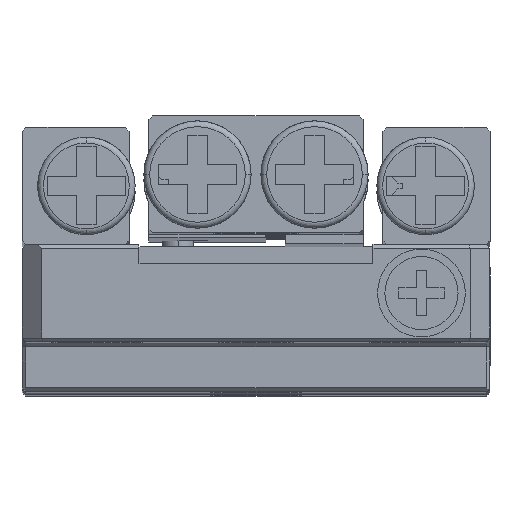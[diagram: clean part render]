
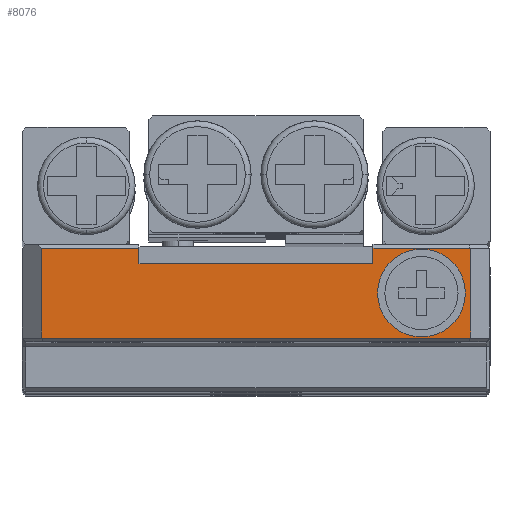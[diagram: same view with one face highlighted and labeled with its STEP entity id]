
A CAD part, top view. The second image highlights one B-rep face of the part: STEP entity #8076.
In plain terms, the highlighted planar face has unit normal (0, 0, 1).
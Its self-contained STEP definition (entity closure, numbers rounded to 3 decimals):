
#1974 = VECTOR ( 'NONE', #29835, 1000. ) ;
#2269 = ORIENTED_EDGE ( 'NONE', *, *, #31686, .F. ) ;
#3095 = LINE ( 'NONE', #6816, #29635 ) ;
#3475 = EDGE_CURVE ( 'NONE', #24030, #19079, #3095, .T. ) ;
#3670 = LINE ( 'NONE', #40734, #37988 ) ;
#3760 = CARTESIAN_POINT ( 'NONE',  ( -11., -0.2, 90. ) ) ;
#3839 = AXIS2_PLACEMENT_3D ( 'NONE', #39680, #32875, #35947 ) ;
#3891 = DIRECTION ( 'NONE',  ( 1., 0., 0. ) ) ;
#5623 = CARTESIAN_POINT ( 'NONE',  ( 0., -0.2, 90. ) ) ;
#5912 = CARTESIAN_POINT ( 'NONE',  ( -6., -1., 90. ) ) ;
#6425 = EDGE_CURVE ( 'NONE', #17609, #28971, #43082, .T. ) ;
#6501 = ORIENTED_EDGE ( 'NONE', *, *, #40659, .F. ) ;
#6816 = CARTESIAN_POINT ( 'NONE',  ( 11., -4.8, 90. ) ) ;
#6821 = CARTESIAN_POINT ( 'NONE',  ( 6., -1., 90. ) ) ;
#7176 = CARTESIAN_POINT ( 'NONE',  ( 11., -0.2, 90. ) ) ;
#7189 = DIRECTION ( 'NONE',  ( 0., 1., 0. ) ) ;
#7417 = CARTESIAN_POINT ( 'NONE',  ( 8.486, -2.493, 90. ) ) ;
#7550 = EDGE_LOOP ( 'NONE', ( #40817, #21847 ) ) ;
#8076 = ADVANCED_FACE ( 'NONE', ( #12687, #15778 ), #19279, .T. ) ;
#8082 = DIRECTION ( 'NONE',  ( 0., -1., 0. ) ) ;
#8716 = CARTESIAN_POINT ( 'NONE',  ( -6., 0., 90. ) ) ;
#8822 = DIRECTION ( 'NONE',  ( 1., 0., 0. ) ) ;
#8930 = DIRECTION ( 'NONE',  ( -1., 0., 0. ) ) ;
#9576 = VERTEX_POINT ( 'NONE', #6821 ) ;
#10240 = CARTESIAN_POINT ( 'NONE',  ( 10.736, -2.493, 90. ) ) ;
#11000 = VERTEX_POINT ( 'NONE', #7176 ) ;
#11405 = VECTOR ( 'NONE', #20507, 1000. ) ;
#11990 = LINE ( 'NONE', #18571, #19812 ) ;
#12411 = DIRECTION ( 'NONE',  ( -1., 0., 0. ) ) ;
#12687 = FACE_BOUND ( 'NONE', #7550, .T. ) ;
#12802 = EDGE_CURVE ( 'NONE', #34296, #21474, #11990, .T. ) ;
#13586 = CARTESIAN_POINT ( 'NONE',  ( 0., -1., 90. ) ) ;
#13977 = LINE ( 'NONE', #27377, #17353 ) ;
#15300 = LINE ( 'NONE', #8716, #42221 ) ;
#15778 = FACE_OUTER_BOUND ( 'NONE', #32737, .T. ) ;
#16599 = EDGE_CURVE ( 'NONE', #21474, #24030, #13977, .T. ) ;
#16712 = CARTESIAN_POINT ( 'NONE',  ( -6., -0.2, 90. ) ) ;
#17353 = VECTOR ( 'NONE', #8082, 1000. ) ;
#17609 = VERTEX_POINT ( 'NONE', #42497 ) ;
#18178 = VECTOR ( 'NONE', #12411, 1000. ) ;
#18311 = ORIENTED_EDGE ( 'NONE', *, *, #31735, .T. ) ;
#18351 = CARTESIAN_POINT ( 'NONE',  ( 11., -4.8, 90. ) ) ;
#18571 = CARTESIAN_POINT ( 'NONE',  ( 0., -0.2, 90. ) ) ;
#18949 = EDGE_CURVE ( 'NONE', #28971, #17609, #34707, .T. ) ;
#19079 = VERTEX_POINT ( 'NONE', #18351 ) ;
#19279 = PLANE ( 'NONE',  #3839 ) ;
#19812 = VECTOR ( 'NONE', #8930, 1000. ) ;
#20507 = DIRECTION ( 'NONE',  ( 0., -1., 0. ) ) ;
#21474 = VERTEX_POINT ( 'NONE', #3760 ) ;
#21630 = ORIENTED_EDGE ( 'NONE', *, *, #16599, .T. ) ;
#21847 = ORIENTED_EDGE ( 'NONE', *, *, #6425, .F. ) ;
#23635 = DIRECTION ( 'NONE',  ( 0., 0., 1. ) ) ;
#23803 = CARTESIAN_POINT ( 'NONE',  ( 6., 0., 90. ) ) ;
#24030 = VERTEX_POINT ( 'NONE', #40187 ) ;
#25713 = VERTEX_POINT ( 'NONE', #39373 ) ;
#26662 = LINE ( 'NONE', #23803, #11405 ) ;
#27283 = ORIENTED_EDGE ( 'NONE', *, *, #35422, .T. ) ;
#27377 = CARTESIAN_POINT ( 'NONE',  ( -11., -7.5, 90. ) ) ;
#28606 = ORIENTED_EDGE ( 'NONE', *, *, #12802, .T. ) ;
#28873 = LINE ( 'NONE', #5623, #18178 ) ;
#28890 = DIRECTION ( 'NONE',  ( 0., -1., 0. ) ) ;
#28971 = VERTEX_POINT ( 'NONE', #10240 ) ;
#29635 = VECTOR ( 'NONE', #33557, 1000. ) ;
#29835 = DIRECTION ( 'NONE',  ( 1., 0., 0. ) ) ;
#30427 = CARTESIAN_POINT ( 'NONE',  ( 8.486, -2.493, 90. ) ) ;
#31686 = EDGE_CURVE ( 'NONE', #34296, #39112, #15300, .T. ) ;
#31735 = EDGE_CURVE ( 'NONE', #25713, #9576, #26662, .T. ) ;
#32737 = EDGE_LOOP ( 'NONE', ( #21630, #38573, #39254, #27283, #18311, #6501, #2269, #28606 ) ) ;
#32875 = DIRECTION ( 'NONE',  ( 0., 0., 1. ) ) ;
#33557 = DIRECTION ( 'NONE',  ( 1., 0., 0. ) ) ;
#34296 = VERTEX_POINT ( 'NONE', #16712 ) ;
#34707 = CIRCLE ( 'NONE', #38910, 2.25 ) ;
#35408 = AXIS2_PLACEMENT_3D ( 'NONE', #30427, #38864, #8822 ) ;
#35422 = EDGE_CURVE ( 'NONE', #11000, #25713, #28873, .T. ) ;
#35947 = DIRECTION ( 'NONE',  ( 1., 0., 0. ) ) ;
#37988 = VECTOR ( 'NONE', #7189, 1000. ) ;
#38573 = ORIENTED_EDGE ( 'NONE', *, *, #3475, .T. ) ;
#38864 = DIRECTION ( 'NONE',  ( 0., 0., 1. ) ) ;
#38910 = AXIS2_PLACEMENT_3D ( 'NONE', #7417, #23635, #3891 ) ;
#39112 = VERTEX_POINT ( 'NONE', #5912 ) ;
#39254 = ORIENTED_EDGE ( 'NONE', *, *, #39270, .T. ) ;
#39270 = EDGE_CURVE ( 'NONE', #19079, #11000, #3670, .T. ) ;
#39373 = CARTESIAN_POINT ( 'NONE',  ( 6., -0.2, 90. ) ) ;
#39680 = CARTESIAN_POINT ( 'NONE',  ( 0., 0., 90. ) ) ;
#40187 = CARTESIAN_POINT ( 'NONE',  ( -11., -4.8, 90. ) ) ;
#40659 = EDGE_CURVE ( 'NONE', #39112, #9576, #42994, .T. ) ;
#40734 = CARTESIAN_POINT ( 'NONE',  ( 11., 0., 90. ) ) ;
#40817 = ORIENTED_EDGE ( 'NONE', *, *, #18949, .F. ) ;
#42221 = VECTOR ( 'NONE', #28890, 1000. ) ;
#42497 = CARTESIAN_POINT ( 'NONE',  ( 6.236, -2.493, 90. ) ) ;
#42994 = LINE ( 'NONE', #13586, #1974 ) ;
#43082 = CIRCLE ( 'NONE', #35408, 2.25 ) ;
